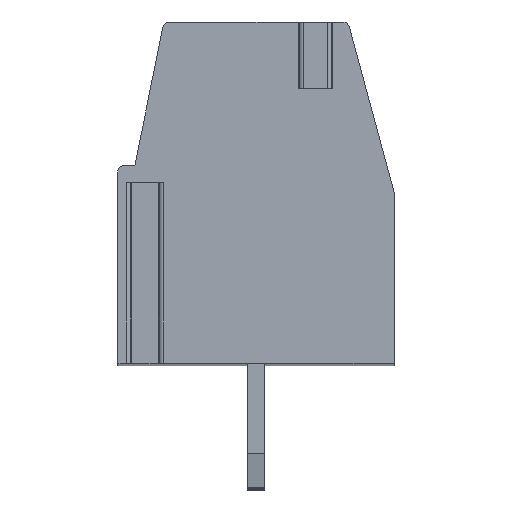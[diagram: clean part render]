
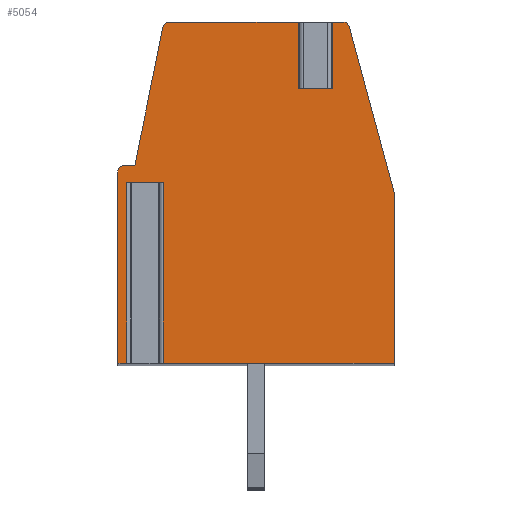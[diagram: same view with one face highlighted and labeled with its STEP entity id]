
A CAD part, top view. The second image highlights one B-rep face of the part: STEP entity #5054.
In plain terms, the highlighted planar face has unit normal (0, 0, 1).
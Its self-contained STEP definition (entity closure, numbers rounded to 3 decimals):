
#13=DIRECTION('',(-1.,0.,0.));
#14=VECTOR('',#13,1.07);
#15=CARTESIAN_POINT('',(-2.72,0.3,38.1));
#16=LINE('',#15,#14);
#17=DIRECTION('',(0.,-1.,0.));
#18=VECTOR('',#17,5.3);
#19=CARTESIAN_POINT('',(-3.79,0.3,38.1));
#20=LINE('',#19,#18);
#21=DIRECTION('',(1.,0.,0.));
#22=VECTOR('',#21,0.26);
#23=CARTESIAN_POINT('',(-4.05,-5.,38.1));
#24=LINE('',#23,#22);
#25=DIRECTION('',(0.,-1.,0.));
#26=VECTOR('',#25,5.6);
#27=CARTESIAN_POINT('',(-4.05,0.6,38.1));
#28=LINE('',#27,#26);
#29=CARTESIAN_POINT('',(-3.85,0.6,38.1));
#30=DIRECTION('',(0.,0.,1.));
#31=DIRECTION('',(0.,1.,0.));
#32=AXIS2_PLACEMENT_3D('',#29,#30,#31);
#34=DIRECTION('',(-1.,0.,0.));
#35=VECTOR('',#34,0.3);
#36=CARTESIAN_POINT('',(-3.55,0.8,38.1));
#37=LINE('',#36,#35);
#38=DIRECTION('',(-0.198,-0.98,0.));
#39=VECTOR('',#38,4.122);
#40=CARTESIAN_POINT('',(-2.732,4.84,38.1));
#41=LINE('',#40,#39);
#42=CARTESIAN_POINT('',(-2.536,4.8,38.1));
#43=DIRECTION('',(0.,0.,1.));
#44=DIRECTION('',(0.,1.,0.));
#45=AXIS2_PLACEMENT_3D('',#42,#43,#44);
#47=DIRECTION('',(-1.,0.,0.));
#48=VECTOR('',#47,3.981);
#49=CARTESIAN_POINT('',(1.445,5.,38.1));
#50=LINE('',#49,#48);
#51=DIRECTION('',(0.,-1.,0.));
#52=VECTOR('',#51,1.95);
#53=CARTESIAN_POINT('',(1.445,5.,38.1));
#54=LINE('',#53,#52);
#55=DIRECTION('',(-1.,0.,0.));
#56=VECTOR('',#55,0.6);
#57=CARTESIAN_POINT('',(2.045,3.05,38.1));
#58=LINE('',#57,#56);
#59=DIRECTION('',(0.,-1.,0.));
#60=VECTOR('',#59,1.95);
#61=CARTESIAN_POINT('',(2.045,5.,38.1));
#62=LINE('',#61,#60);
#63=DIRECTION('',(-1.,0.,0.));
#64=VECTOR('',#63,0.502);
#65=CARTESIAN_POINT('',(2.547,5.,38.1));
#66=LINE('',#65,#64);
#67=CARTESIAN_POINT('',(2.547,4.8,38.1));
#68=DIRECTION('',(0.,0.,1.));
#69=DIRECTION('',(0.965,0.261,0.));
#70=AXIS2_PLACEMENT_3D('',#67,#68,#69);
#72=DIRECTION('',(-0.261,0.965,0.));
#73=VECTOR('',#72,5.026);
#74=CARTESIAN_POINT('',(4.05,0.,38.1));
#75=LINE('',#74,#73);
#76=DIRECTION('',(0.,1.,0.));
#77=VECTOR('',#76,5.);
#78=CARTESIAN_POINT('',(4.05,-5.,38.1));
#79=LINE('',#78,#77);
#80=DIRECTION('',(1.,0.,0.));
#81=VECTOR('',#80,6.77);
#82=CARTESIAN_POINT('',(-2.72,-5.,38.1));
#83=LINE('',#82,#81);
#84=DIRECTION('',(0.,-1.,0.));
#85=VECTOR('',#84,5.3);
#86=CARTESIAN_POINT('',(-2.72,0.3,38.1));
#87=LINE('',#86,#85);
#3931=CARTESIAN_POINT('',(4.05,0.,38.1));
#3932=CARTESIAN_POINT('',(2.74,4.852,38.1));
#3933=VERTEX_POINT('',#3931);
#3934=VERTEX_POINT('',#3932);
#3935=CARTESIAN_POINT('',(2.547,5.,38.1));
#3936=VERTEX_POINT('',#3935);
#3937=CARTESIAN_POINT('',(-2.536,5.,38.1));
#3938=CARTESIAN_POINT('',(-2.732,4.84,38.1));
#3939=VERTEX_POINT('',#3937);
#3940=VERTEX_POINT('',#3938);
#3941=CARTESIAN_POINT('',(-3.55,0.8,38.1));
#3942=VERTEX_POINT('',#3941);
#3943=CARTESIAN_POINT('',(-3.85,0.8,38.1));
#3944=VERTEX_POINT('',#3943);
#3945=CARTESIAN_POINT('',(-4.05,0.6,38.1));
#3946=VERTEX_POINT('',#3945);
#3947=CARTESIAN_POINT('',(-4.05,-5.,38.1));
#3948=VERTEX_POINT('',#3947);
#3949=CARTESIAN_POINT('',(4.05,-5.,38.1));
#3950=VERTEX_POINT('',#3949);
#4011=CARTESIAN_POINT('',(2.045,3.05,38.1));
#4012=CARTESIAN_POINT('',(1.445,3.05,38.1));
#4013=VERTEX_POINT('',#4011);
#4014=VERTEX_POINT('',#4012);
#4015=CARTESIAN_POINT('',(1.445,5.,38.1));
#4016=VERTEX_POINT('',#4015);
#4017=CARTESIAN_POINT('',(2.045,5.,38.1));
#4018=VERTEX_POINT('',#4017);
#4031=CARTESIAN_POINT('',(-2.72,0.3,38.1));
#4032=CARTESIAN_POINT('',(-3.79,0.3,38.1));
#4033=VERTEX_POINT('',#4031);
#4034=VERTEX_POINT('',#4032);
#4035=CARTESIAN_POINT('',(-2.72,-5.,38.1));
#4036=VERTEX_POINT('',#4035);
#4037=CARTESIAN_POINT('',(-3.79,-5.,38.1));
#4038=VERTEX_POINT('',#4037);
#5011=CARTESIAN_POINT('',(0.,0.,38.1));
#5012=DIRECTION('',(0.,0.,1.));
#5013=DIRECTION('',(1.,0.,0.));
#5014=AXIS2_PLACEMENT_3D('',#5011,#5012,#5013);
#5015=PLANE('',#5014);
#5017=ORIENTED_EDGE('',*,*,#5016,.T.);
#5019=ORIENTED_EDGE('',*,*,#5018,.T.);
#5021=ORIENTED_EDGE('',*,*,#5020,.F.);
#5023=ORIENTED_EDGE('',*,*,#5022,.F.);
#5025=ORIENTED_EDGE('',*,*,#5024,.F.);
#5027=ORIENTED_EDGE('',*,*,#5026,.F.);
#5029=ORIENTED_EDGE('',*,*,#5028,.F.);
#5031=ORIENTED_EDGE('',*,*,#5030,.F.);
#5033=ORIENTED_EDGE('',*,*,#5032,.F.);
#5035=ORIENTED_EDGE('',*,*,#5034,.T.);
#5037=ORIENTED_EDGE('',*,*,#5036,.F.);
#5039=ORIENTED_EDGE('',*,*,#5038,.F.);
#5041=ORIENTED_EDGE('',*,*,#5040,.F.);
#5043=ORIENTED_EDGE('',*,*,#5042,.F.);
#5045=ORIENTED_EDGE('',*,*,#5044,.F.);
#5047=ORIENTED_EDGE('',*,*,#5046,.F.);
#5049=ORIENTED_EDGE('',*,*,#5048,.F.);
#5051=ORIENTED_EDGE('',*,*,#5050,.F.);
#5052=EDGE_LOOP('',(#5017,#5019,#5021,#5023,#5025,#5027,#5029,#5031,#5033,#5035,
#5037,#5039,#5041,#5043,#5045,#5047,#5049,#5051));
#5053=FACE_OUTER_BOUND('',#5052,.F.);
#33=CIRCLE('',#32,0.2);
#46=CIRCLE('',#45,0.2);
#71=CIRCLE('',#70,0.2);
#5016=EDGE_CURVE('',#4033,#4034,#16,.T.);
#5018=EDGE_CURVE('',#4034,#4038,#20,.T.);
#5020=EDGE_CURVE('',#3948,#4038,#24,.T.);
#5022=EDGE_CURVE('',#3946,#3948,#28,.T.);
#5024=EDGE_CURVE('',#3944,#3946,#33,.T.);
#5026=EDGE_CURVE('',#3942,#3944,#37,.T.);
#5028=EDGE_CURVE('',#3940,#3942,#41,.T.);
#5030=EDGE_CURVE('',#3939,#3940,#46,.T.);
#5032=EDGE_CURVE('',#4016,#3939,#50,.T.);
#5034=EDGE_CURVE('',#4016,#4014,#54,.T.);
#5036=EDGE_CURVE('',#4013,#4014,#58,.T.);
#5038=EDGE_CURVE('',#4018,#4013,#62,.T.);
#5040=EDGE_CURVE('',#3936,#4018,#66,.T.);
#5042=EDGE_CURVE('',#3934,#3936,#71,.T.);
#5044=EDGE_CURVE('',#3933,#3934,#75,.T.);
#5046=EDGE_CURVE('',#3950,#3933,#79,.T.);
#5048=EDGE_CURVE('',#4036,#3950,#83,.T.);
#5050=EDGE_CURVE('',#4033,#4036,#87,.T.);
#5054=ADVANCED_FACE('',(#5053),#5015,.T.);
